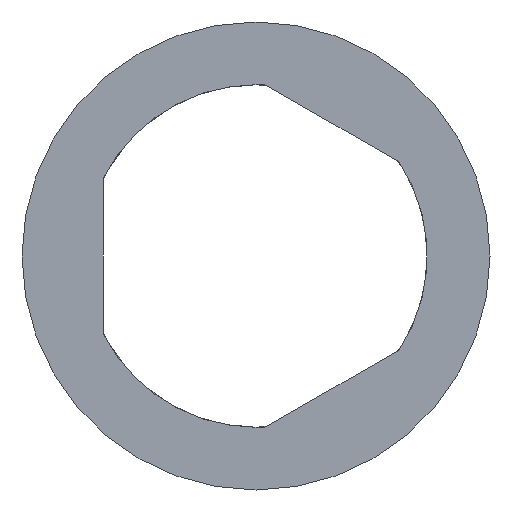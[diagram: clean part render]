
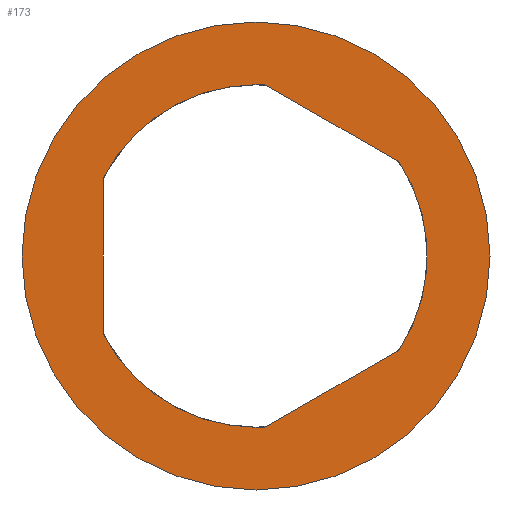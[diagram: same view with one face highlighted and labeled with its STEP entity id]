
A CAD part, front view. The second image highlights one B-rep face of the part: STEP entity #173.
In plain terms, the highlighted planar face has unit normal (0, -1, 0).
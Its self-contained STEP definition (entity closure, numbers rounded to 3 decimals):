
#15 = DIRECTION ( 'NONE',  ( 0., 0., -1. ) ) ;
#16 = DIRECTION ( 'NONE',  ( 0., -1., 0. ) ) ;
#17 = CARTESIAN_POINT ( 'NONE',  ( 0., 0., 0. ) ) ;
#18 = AXIS2_PLACEMENT_3D ( 'NONE', #17, #16, #15 ) ;
#23 = CIRCLE ( 'NONE', #18, 8.95 ) ;
#33 = EDGE_CURVE ( 'NONE', #59, #57, #23, .T. ) ;
#44 = VERTEX_POINT ( 'NONE', #126 ) ;
#46 = EDGE_CURVE ( 'NONE', #44, #47, #125, .T. ) ;
#47 = VERTEX_POINT ( 'NONE', #120 ) ;
#57 = VERTEX_POINT ( 'NONE', #349 ) ;
#59 = VERTEX_POINT ( 'NONE', #348 ) ;
#66 = EDGE_CURVE ( 'NONE', #149, #196, #341, .T. ) ;
#102 = VERTEX_POINT ( 'NONE', #286 ) ;
#104 = EDGE_CURVE ( 'NONE', #102, #105, #285, .T. ) ;
#105 = VERTEX_POINT ( 'NONE', #280 ) ;
#120 = CARTESIAN_POINT ( 'NONE',  ( -5.85, 0., 2.946 ) ) ;
#121 = DIRECTION ( 'NONE',  ( 0., 0., -1. ) ) ;
#122 = DIRECTION ( 'NONE',  ( 0., -1., 0. ) ) ;
#123 = CARTESIAN_POINT ( 'NONE',  ( 0., 0., 0. ) ) ;
#124 = AXIS2_PLACEMENT_3D ( 'NONE', #123, #122, #121 ) ;
#125 = CIRCLE ( 'NONE', #124, 6.55 ) ;
#126 = CARTESIAN_POINT ( 'NONE',  ( 0., 0., 6.55 ) ) ;
#139 = EDGE_LOOP ( 'NONE', ( #172, #156 ) ) ;
#143 = EDGE_CURVE ( 'NONE', #105, #149, #273, .T. ) ;
#149 = VERTEX_POINT ( 'NONE', #366 ) ;
#156 = ORIENTED_EDGE ( 'NONE', *, *, #176, .T. ) ;
#159 = ORIENTED_EDGE ( 'NONE', *, *, #164, .F. ) ;
#160 = ORIENTED_EDGE ( 'NONE', *, *, #143, .F. ) ;
#164 = EDGE_CURVE ( 'NONE', #185, #195, #301, .T. ) ;
#165 = ORIENTED_EDGE ( 'NONE', *, *, #194, .F. ) ;
#166 = ORIENTED_EDGE ( 'NONE', *, *, #66, .F. ) ;
#167 = ORIENTED_EDGE ( 'NONE', *, *, #186, .F. ) ;
#168 = ORIENTED_EDGE ( 'NONE', *, *, #104, .F. ) ;
#169 = EDGE_CURVE ( 'NONE', #47, #102, #297, .T. ) ;
#170 = ORIENTED_EDGE ( 'NONE', *, *, #46, .F. ) ;
#171 = ORIENTED_EDGE ( 'NONE', *, *, #169, .F. ) ;
#172 = ORIENTED_EDGE ( 'NONE', *, *, #33, .T. ) ;
#173 = ADVANCED_FACE ( 'NONE', ( #406, #405 ), #404, .T. ) ;
#176 = EDGE_CURVE ( 'NONE', #57, #59, #394, .T. ) ;
#185 = VERTEX_POINT ( 'NONE', #383 ) ;
#186 = EDGE_CURVE ( 'NONE', #195, #44, #382, .T. ) ;
#194 = EDGE_CURVE ( 'NONE', #196, #185, #203, .T. ) ;
#195 = VERTEX_POINT ( 'NONE', #239 ) ;
#196 = VERTEX_POINT ( 'NONE', #238 ) ;
#198 = EDGE_LOOP ( 'NONE', ( #168, #171, #170, #167, #159, #165, #166, #160 ) ) ;
#200 = DIRECTION ( 'NONE',  ( 0., -1., 0. ) ) ;
#201 = CARTESIAN_POINT ( 'NONE',  ( 0., 0., 0. ) ) ;
#202 = AXIS2_PLACEMENT_3D ( 'NONE', #201, #200, #240 ) ;
#203 = CIRCLE ( 'NONE', #202, 6.55 ) ;
#238 = CARTESIAN_POINT ( 'NONE',  ( 5.476, 0., -3.593 ) ) ;
#239 = CARTESIAN_POINT ( 'NONE',  ( 0.374, 0., 6.539 ) ) ;
#240 = DIRECTION ( 'NONE',  ( 0., 0., -1. ) ) ;
#269 = DIRECTION ( 'NONE',  ( 0., 0., -1. ) ) ;
#270 = DIRECTION ( 'NONE',  ( 0., -1., 0. ) ) ;
#271 = CARTESIAN_POINT ( 'NONE',  ( 0., 0., 0. ) ) ;
#272 = AXIS2_PLACEMENT_3D ( 'NONE', #271, #270, #269 ) ;
#273 = CIRCLE ( 'NONE', #272, 6.55 ) ;
#280 = CARTESIAN_POINT ( 'NONE',  ( 0., 0., -6.55 ) ) ;
#281 = DIRECTION ( 'NONE',  ( 0., 0., -1. ) ) ;
#282 = DIRECTION ( 'NONE',  ( 0., -1., 0. ) ) ;
#283 = CARTESIAN_POINT ( 'NONE',  ( 0., 0., 0. ) ) ;
#284 = AXIS2_PLACEMENT_3D ( 'NONE', #283, #282, #281 ) ;
#285 = CIRCLE ( 'NONE', #284, 6.55 ) ;
#286 = CARTESIAN_POINT ( 'NONE',  ( -5.85, 0., -2.946 ) ) ;
#294 = DIRECTION ( 'NONE',  ( -0.866, 0., 0.5 ) ) ;
#295 = VECTOR ( 'NONE', #294, 1000. ) ;
#296 = CARTESIAN_POINT ( 'NONE',  ( 0.374, 0., 6.539 ) ) ;
#297 = LINE ( 'NONE', #409, #408 ) ;
#301 = LINE ( 'NONE', #296, #295 ) ;
#338 = DIRECTION ( 'NONE',  ( 0.866, 0., 0.5 ) ) ;
#339 = VECTOR ( 'NONE', #338, 1000. ) ;
#340 = CARTESIAN_POINT ( 'NONE',  ( 5.476, 0., -3.593 ) ) ;
#341 = LINE ( 'NONE', #340, #339 ) ;
#348 = CARTESIAN_POINT ( 'NONE',  ( 0., 0., -8.95 ) ) ;
#349 = CARTESIAN_POINT ( 'NONE',  ( 0., 0., 8.95 ) ) ;
#366 = CARTESIAN_POINT ( 'NONE',  ( 0.374, 0., -6.539 ) ) ;
#378 = DIRECTION ( 'NONE',  ( 0., 0., -1. ) ) ;
#379 = DIRECTION ( 'NONE',  ( 0., -1., 0. ) ) ;
#380 = CARTESIAN_POINT ( 'NONE',  ( 0., 0., 0. ) ) ;
#381 = AXIS2_PLACEMENT_3D ( 'NONE', #380, #379, #378 ) ;
#382 = CIRCLE ( 'NONE', #381, 6.55 ) ;
#383 = CARTESIAN_POINT ( 'NONE',  ( 5.476, 0., 3.593 ) ) ;
#390 = DIRECTION ( 'NONE',  ( 0., 0., -1. ) ) ;
#391 = DIRECTION ( 'NONE',  ( 0., -1., 0. ) ) ;
#392 = CARTESIAN_POINT ( 'NONE',  ( 0., 0., 0. ) ) ;
#393 = AXIS2_PLACEMENT_3D ( 'NONE', #392, #391, #390 ) ;
#394 = CIRCLE ( 'NONE', #393, 8.95 ) ;
#399 = DIRECTION ( 'NONE',  ( 0., 0., -1. ) ) ;
#400 = DIRECTION ( 'NONE',  ( 0., -1., 0. ) ) ;
#402 = CARTESIAN_POINT ( 'NONE',  ( 6.55, 0., 0. ) ) ;
#403 = AXIS2_PLACEMENT_3D ( 'NONE', #402, #400, #399 ) ;
#404 = PLANE ( 'NONE',  #403 ) ;
#405 = FACE_BOUND ( 'NONE', #198, .T. ) ;
#406 = FACE_OUTER_BOUND ( 'NONE', #139, .T. ) ;
#407 = DIRECTION ( 'NONE',  ( 0., 0., -1. ) ) ;
#408 = VECTOR ( 'NONE', #407, 1000. ) ;
#409 = CARTESIAN_POINT ( 'NONE',  ( -5.85, 0., -2.946 ) ) ;
